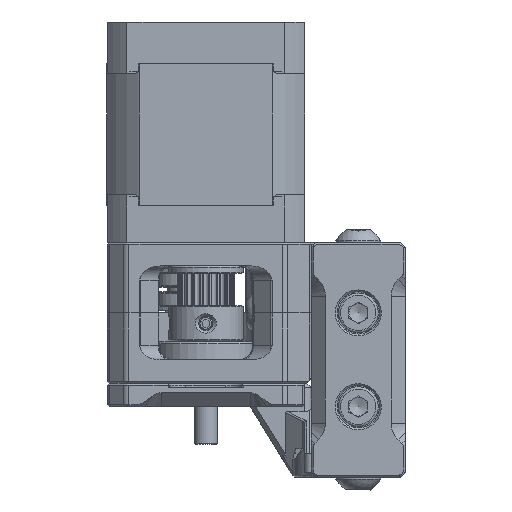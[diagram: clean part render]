
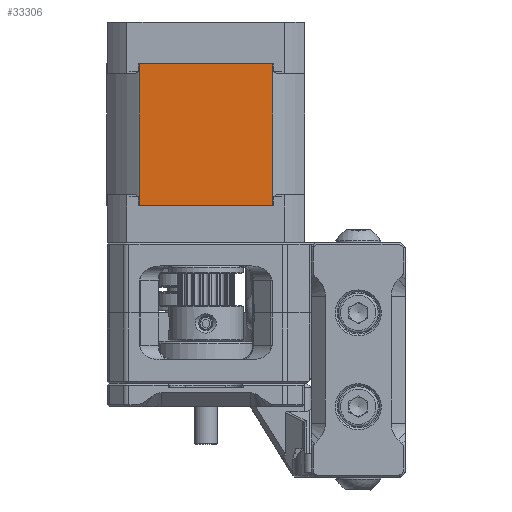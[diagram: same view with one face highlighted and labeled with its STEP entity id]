
A CAD part, front view. The second image highlights one B-rep face of the part: STEP entity #33306.
In plain terms, the highlighted planar face has unit normal (0, -1, 0).
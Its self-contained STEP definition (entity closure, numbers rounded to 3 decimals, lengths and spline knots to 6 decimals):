
#1714=LINE('',#58405,#4094);
#1720=LINE('',#58431,#4100);
#1732=LINE('',#58470,#4112);
#1734=LINE('',#58474,#4114);
#1736=LINE('',#58480,#4116);
#1800=LINE('',#58693,#4180);
#1801=LINE('',#58699,#4181);
#1802=LINE('',#58703,#4182);
#1804=LINE('',#58710,#4184);
#1806=LINE('',#58715,#4186);
#1807=LINE('',#58717,#4187);
#1811=LINE('',#58778,#4191);
#4094=VECTOR('',#44896,1.);
#4100=VECTOR('',#44924,1.);
#4112=VECTOR('',#44964,1.);
#4114=VECTOR('',#44968,1.);
#4116=VECTOR('',#44974,1.);
#4180=VECTOR('',#45194,1.);
#4181=VECTOR('',#45201,1.);
#4182=VECTOR('',#45206,1.);
#4184=VECTOR('',#45212,1.);
#4186=VECTOR('',#45218,1.);
#4187=VECTOR('',#45221,1.);
#4191=VECTOR('',#45305,1.);
#6816=PLANE('',#37747);
#12519=ORIENTED_EDGE('',*,*,#19086,.T.);
#12520=ORIENTED_EDGE('',*,*,#19088,.T.);
#12521=ORIENTED_EDGE('',*,*,#19095,.T.);
#12522=ORIENTED_EDGE('',*,*,#19083,.T.);
#12523=ORIENTED_EDGE('',*,*,#19094,.T.);
#12524=ORIENTED_EDGE('',*,*,#19091,.T.);
#12525=ORIENTED_EDGE('',*,*,#19117,.T.);
#12526=ORIENTED_EDGE('',*,*,#18979,.T.);
#12527=ORIENTED_EDGE('',*,*,#18976,.F.);
#12528=ORIENTED_EDGE('',*,*,#18954,.F.);
#12529=ORIENTED_EDGE('',*,*,#18941,.F.);
#12530=ORIENTED_EDGE('',*,*,#18974,.T.);
#18941=EDGE_CURVE('',#22787,#22788,#1714,.T.);
#18954=EDGE_CURVE('',#22788,#22797,#1720,.T.);
#18974=EDGE_CURVE('',#22787,#22809,#1732,.T.);
#18976=EDGE_CURVE('',#22797,#22811,#1734,.T.);
#18979=EDGE_CURVE('',#22813,#22811,#1736,.T.);
#19083=EDGE_CURVE('',#22884,#22883,#1800,.T.);
#19086=EDGE_CURVE('',#22809,#22885,#1801,.T.);
#19088=EDGE_CURVE('',#22885,#22886,#1802,.T.);
#19091=EDGE_CURVE('',#22890,#22889,#1804,.T.);
#19094=EDGE_CURVE('',#22883,#22890,#1806,.T.);
#19095=EDGE_CURVE('',#22886,#22884,#1807,.T.);
#19117=EDGE_CURVE('',#22889,#22813,#1811,.T.);
#22787=VERTEX_POINT('',#58404);
#22788=VERTEX_POINT('',#58406);
#22797=VERTEX_POINT('',#58432);
#22809=VERTEX_POINT('',#58469);
#22811=VERTEX_POINT('',#58475);
#22813=VERTEX_POINT('',#58481);
#22883=VERTEX_POINT('',#58692);
#22884=VERTEX_POINT('',#58694);
#22885=VERTEX_POINT('',#58698);
#22886=VERTEX_POINT('',#58702);
#22889=VERTEX_POINT('',#58709);
#22890=VERTEX_POINT('',#58711);
#27586=EDGE_LOOP('',(#12519,#12520,#12521,#12522,#12523,#12524,#12525,#12526,
#12527,#12528,#12529,#12530));
#30365=FACE_BOUND('',#27586,.T.);
#33306=ADVANCED_FACE('',(#30365),#6816,.T.);
#37747=AXIS2_PLACEMENT_3D('',#58777,#45303,#45304);
#44896=DIRECTION('',(-1.,0.,0.));
#44924=DIRECTION('',(0.,0.,1.));
#44964=DIRECTION('',(0.,0.,-1.));
#44968=DIRECTION('',(1.,0.,0.));
#44974=DIRECTION('',(0.,0.,-1.));
#45194=DIRECTION('',(0.,0.,1.));
#45201=DIRECTION('',(1.,0.,0.));
#45206=DIRECTION('',(0.,0.,1.));
#45212=DIRECTION('',(0.,0.,1.));
#45218=DIRECTION('',(-1.,0.,0.));
#45221=DIRECTION('',(1.,0.,0.));
#45303=DIRECTION('',(0.,-1.,0.));
#45304=DIRECTION('',(0.,0.,1.));
#45305=DIRECTION('',(-1.,0.,0.));
#58404=CARTESIAN_POINT('',(0.152594,-0.2276,0.0229));
#58405=CARTESIAN_POINT('',(0.175478,-0.2276,0.0229));
#58406=CARTESIAN_POINT('',(0.14687,-0.2276,0.0229));
#58431=CARTESIAN_POINT('',(0.14687,-0.2276,0.0229));
#58432=CARTESIAN_POINT('',(0.14687,-0.2276,0.0531));
#58469=CARTESIAN_POINT('',(0.152594,-0.2276,0.0228));
#58470=CARTESIAN_POINT('',(0.152594,-0.2276,0.0229));
#58474=CARTESIAN_POINT('',(0.169605,-0.2276,0.0531));
#58475=CARTESIAN_POINT('',(0.152594,-0.2276,0.0531));
#58480=CARTESIAN_POINT('',(0.152594,-0.2276,0.0229));
#58481=CARTESIAN_POINT('',(0.152594,-0.2276,0.0532));
#58692=CARTESIAN_POINT('',(0.17533,-0.2276,0.0531));
#58693=CARTESIAN_POINT('',(0.17533,-0.2276,0.0229));
#58694=CARTESIAN_POINT('',(0.17533,-0.2276,0.0229));
#58698=CARTESIAN_POINT('',(0.169606,-0.2276,0.0228));
#58699=CARTESIAN_POINT('',(0.152594,-0.2276,0.0228));
#58702=CARTESIAN_POINT('',(0.169606,-0.2276,0.0229));
#58703=CARTESIAN_POINT('',(0.169606,-0.2276,0.0228));
#58709=CARTESIAN_POINT('',(0.169606,-0.2276,0.0532));
#58710=CARTESIAN_POINT('',(0.169606,-0.2276,0.0229));
#58711=CARTESIAN_POINT('',(0.169606,-0.2276,0.0531));
#58715=CARTESIAN_POINT('',(0.17533,-0.2276,0.0531));
#58717=CARTESIAN_POINT('',(0.169606,-0.2276,0.0229));
#58777=CARTESIAN_POINT('',(0.175331,-0.2276,0.022799));
#58778=CARTESIAN_POINT('',(0.169606,-0.2276,0.0532));
